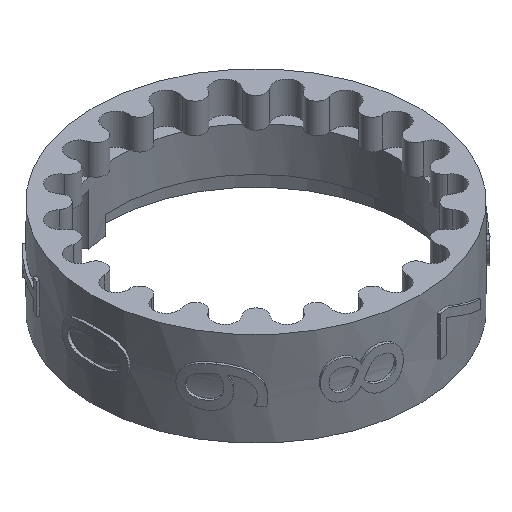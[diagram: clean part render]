
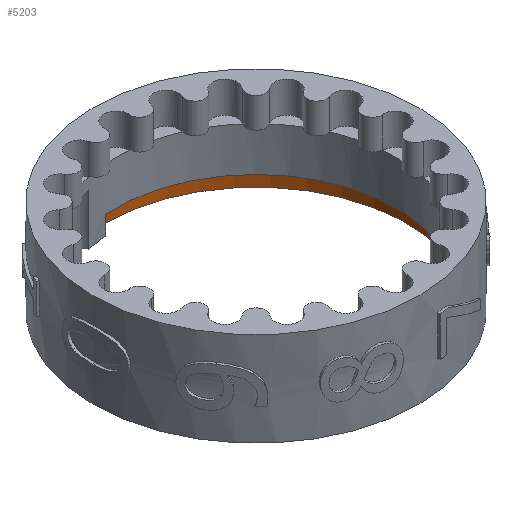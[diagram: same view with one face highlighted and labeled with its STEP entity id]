
A CAD part, isometric view. The second image highlights one B-rep face of the part: STEP entity #5203.
In plain terms, the highlighted cylindrical face has radius 24.055 mm (diameter 48.109 mm), a partial arc.
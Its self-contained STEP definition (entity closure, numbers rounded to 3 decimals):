
#436=FACE_OUTER_BOUND('',#728,.T.);
#728=EDGE_LOOP('',(#4335,#4336,#4337,#4338));
#1323=LINE('',#11860,#1635);
#1324=LINE('',#11866,#1636);
#1635=VECTOR('',#6332,10.);
#1636=VECTOR('',#6339,10.);
#1784=CIRCLE('',#5491,24.055);
#1785=CIRCLE('',#5492,24.055);
#2345=VERTEX_POINT('',#11857);
#2346=VERTEX_POINT('',#11859);
#2347=VERTEX_POINT('',#11863);
#2348=VERTEX_POINT('',#11865);
#3041=EDGE_CURVE('',#2345,#2346,#1323,.T.);
#3043=EDGE_CURVE('',#2347,#2345,#1784,.T.);
#3044=EDGE_CURVE('',#2347,#2348,#1324,.T.);
#3045=EDGE_CURVE('',#2348,#2346,#1785,.T.);
#4335=ORIENTED_EDGE('',*,*,#3043,.F.);
#4336=ORIENTED_EDGE('',*,*,#3044,.T.);
#4337=ORIENTED_EDGE('',*,*,#3045,.T.);
#4338=ORIENTED_EDGE('',*,*,#3041,.F.);
#4787=CYLINDRICAL_SURFACE('',#5490,24.055);
#5203=ADVANCED_FACE('',(#436),#4787,.F.);
#5490=AXIS2_PLACEMENT_3D('',#11862,#6335,#6336);
#5491=AXIS2_PLACEMENT_3D('',#11864,#6337,#6338);
#5492=AXIS2_PLACEMENT_3D('',#11867,#6340,#6341);
#6332=DIRECTION('',(0.,0.,1.));
#6335=DIRECTION('center_axis',(0.,0.,1.));
#6336=DIRECTION('ref_axis',(0.309,-0.951,0.));
#6337=DIRECTION('center_axis',(0.,0.,1.));
#6338=DIRECTION('ref_axis',(-1.,0.,0.));
#6339=DIRECTION('',(0.,0.,1.));
#6340=DIRECTION('center_axis',(0.,0.,1.));
#6341=DIRECTION('ref_axis',(-1.,0.,0.));
#11857=CARTESIAN_POINT('',(0.,24.055,-10.));
#11859=CARTESIAN_POINT('',(0.,24.055,-7.));
#11860=CARTESIAN_POINT('',(0.,24.055,-10.));
#11862=CARTESIAN_POINT('Origin',(0.,0.,-10.));
#11863=CARTESIAN_POINT('',(-14.139,19.461,-10.));
#11864=CARTESIAN_POINT('Origin',(0.,0.,-10.));
#11865=CARTESIAN_POINT('',(-14.139,19.461,-7.));
#11866=CARTESIAN_POINT('',(-14.139,19.461,-10.));
#11867=CARTESIAN_POINT('Origin',(0.,0.,-7.));
